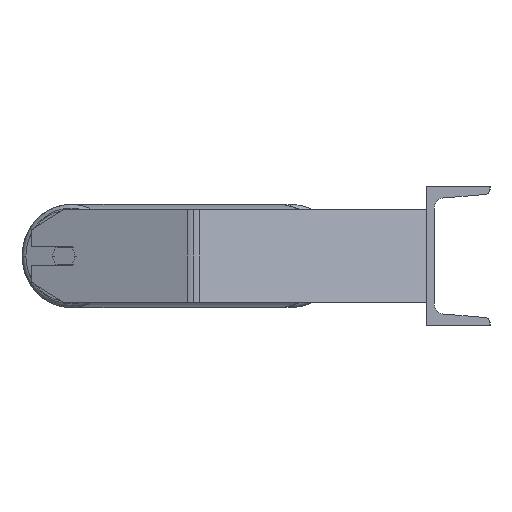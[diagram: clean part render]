
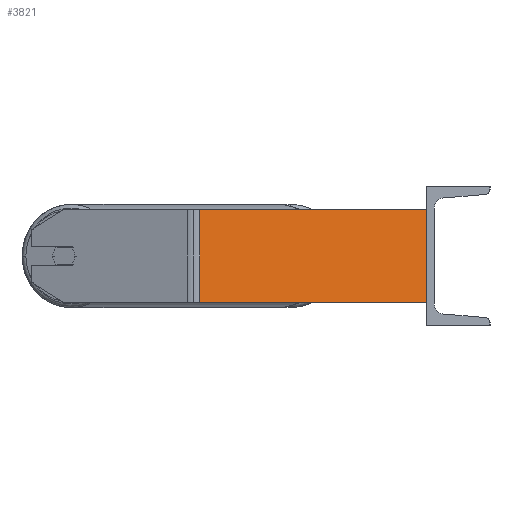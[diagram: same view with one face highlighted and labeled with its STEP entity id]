
A CAD part, left-side view. The second image highlights one B-rep face of the part: STEP entity #3821.
In plain terms, the highlighted planar face has unit normal (-0.94, -0.342, 0).
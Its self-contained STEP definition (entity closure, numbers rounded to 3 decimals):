
#63 = EDGE_CURVE ( 'NONE', #8712, #9062, #6560, .T. ) ;
#234 = CARTESIAN_POINT ( 'NONE',  ( -785., 0., 40. ) ) ;
#310 = CARTESIAN_POINT ( 'NONE',  ( -855.868, 194.709, 40. ) ) ;
#738 = DIRECTION ( 'NONE',  ( 0.342, -0.94, 0. ) ) ;
#835 = CARTESIAN_POINT ( 'NONE',  ( -857.86, 200.182, 40. ) ) ;
#1299 = PLANE ( 'NONE',  #2457 ) ;
#1824 = ORIENTED_EDGE ( 'NONE', *, *, #8002, .F. ) ;
#1865 = CARTESIAN_POINT ( 'NONE',  ( -855.868, 194.709, -40. ) ) ;
#1965 = ORIENTED_EDGE ( 'NONE', *, *, #8798, .T. ) ;
#1974 = VERTEX_POINT ( 'NONE', #8538 ) ;
#2427 = CARTESIAN_POINT ( 'NONE',  ( -785., 0., -40. ) ) ;
#2457 = AXIS2_PLACEMENT_3D ( 'NONE', #4155, #7016, #7059 ) ;
#2655 = ORIENTED_EDGE ( 'NONE', *, *, #3709, .T. ) ;
#2841 = VERTEX_POINT ( 'NONE', #1865 ) ;
#3111 = DIRECTION ( 'NONE',  ( 0., 0., -1. ) ) ;
#3564 = VECTOR ( 'NONE', #8000, 1000. ) ;
#3709 = EDGE_CURVE ( 'NONE', #2841, #9062, #7019, .T. ) ;
#3821 = ADVANCED_FACE ( 'NONE', ( #7730 ), #1299, .F. ) ;
#3854 = VECTOR ( 'NONE', #738, 1000. ) ;
#4155 = CARTESIAN_POINT ( 'NONE',  ( -857.86, 200.182, 40. ) ) ;
#4722 = VECTOR ( 'NONE', #5678, 1000. ) ;
#5337 = CARTESIAN_POINT ( 'NONE',  ( -785., 0., 40. ) ) ;
#5678 = DIRECTION ( 'NONE',  ( 0.342, -0.94, 0. ) ) ;
#6057 = EDGE_LOOP ( 'NONE', ( #2655, #8701, #1824, #1965 ) ) ;
#6560 = LINE ( 'NONE', #234, #3564 ) ;
#6638 = LINE ( 'NONE', #310, #8138 ) ;
#7016 = DIRECTION ( 'NONE',  ( 0.94, 0.342, 0. ) ) ;
#7019 = LINE ( 'NONE', #7697, #3854 ) ;
#7059 = DIRECTION ( 'NONE',  ( -0.342, 0.94, 0. ) ) ;
#7697 = CARTESIAN_POINT ( 'NONE',  ( -857.86, 200.182, -40. ) ) ;
#7730 = FACE_OUTER_BOUND ( 'NONE', #6057, .T. ) ;
#8000 = DIRECTION ( 'NONE',  ( 0., 0., -1. ) ) ;
#8002 = EDGE_CURVE ( 'NONE', #1974, #8712, #8439, .T. ) ;
#8138 = VECTOR ( 'NONE', #3111, 1000. ) ;
#8439 = LINE ( 'NONE', #835, #4722 ) ;
#8538 = CARTESIAN_POINT ( 'NONE',  ( -855.868, 194.709, 40. ) ) ;
#8701 = ORIENTED_EDGE ( 'NONE', *, *, #63, .F. ) ;
#8712 = VERTEX_POINT ( 'NONE', #5337 ) ;
#8798 = EDGE_CURVE ( 'NONE', #1974, #2841, #6638, .T. ) ;
#9062 = VERTEX_POINT ( 'NONE', #2427 ) ;
